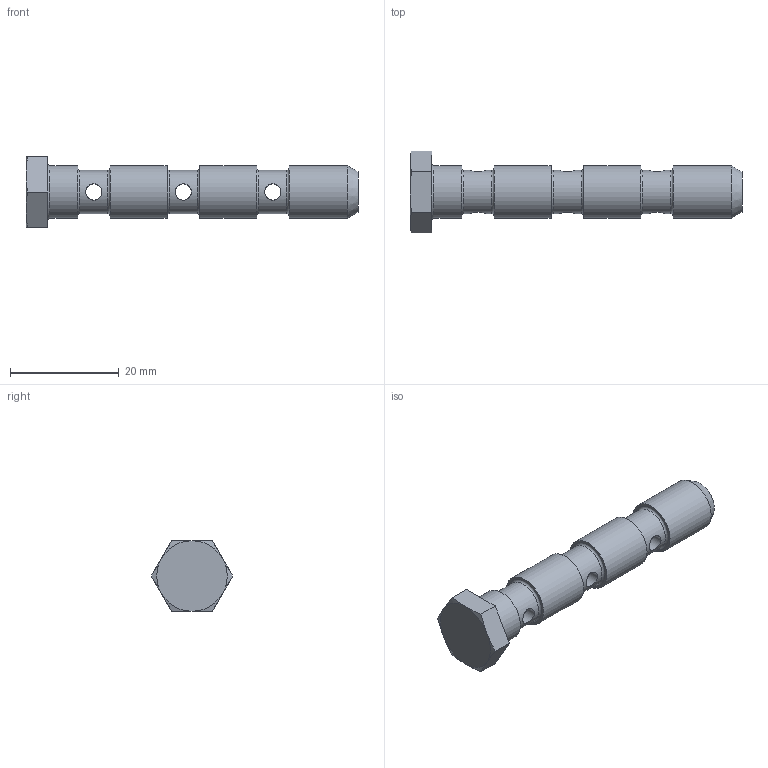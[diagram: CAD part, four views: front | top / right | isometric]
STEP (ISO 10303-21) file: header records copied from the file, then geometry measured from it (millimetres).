
FILE_DESCRIPTION(/* description */ ('STEP AP214'),/* implementation_level */ '2;1');
FILE_NAME(/* name */ '4596_VT-1_8-3',/* time_stamp */ '2024-09-16T10:20:23+02:00',/* author */ ('License CC BY-ND 4.0'),/* organization */ ('CADENAS'),/* preprocessor_version */ 'ST-DEVELOPER v19.3',/* originating_system */ 'PARTsolutions',/* authorisation */ ' ');
FILE_SCHEMA (('AUTOMOTIVE_DESIGN {1 0 10303 214 3 1 1}'));
Length unit declared in the file: millimetre
Products named in the file (1): 4596 VT-1/8-3
Bounding box: 61.2 x 15.01 x 13 mm (x, y, z)
Volume: 3609.8 mm3; surface area: 2878.4 mm2
Topology: 1 solids, 1 shells, 45 faces, 92 edges, 56 vertices
Faces by surface type: plane 15, cylinder 14, cone 9, torus 7
Full cylindrical faces by diameter (mm): 3 x6, 4 x1, 8 x3, 9.7 x3, 9.728 x1
Entity records: 1254 total; most frequent: CARTESIAN_POINT 373, DIRECTION 166, ORIENTED_EDGE 134, FACE_BOUND 89, EDGE_LOOP 88, AXIS2_PLACEMENT_3D 77, EDGE_CURVE 67, VERTEX_POINT 56
